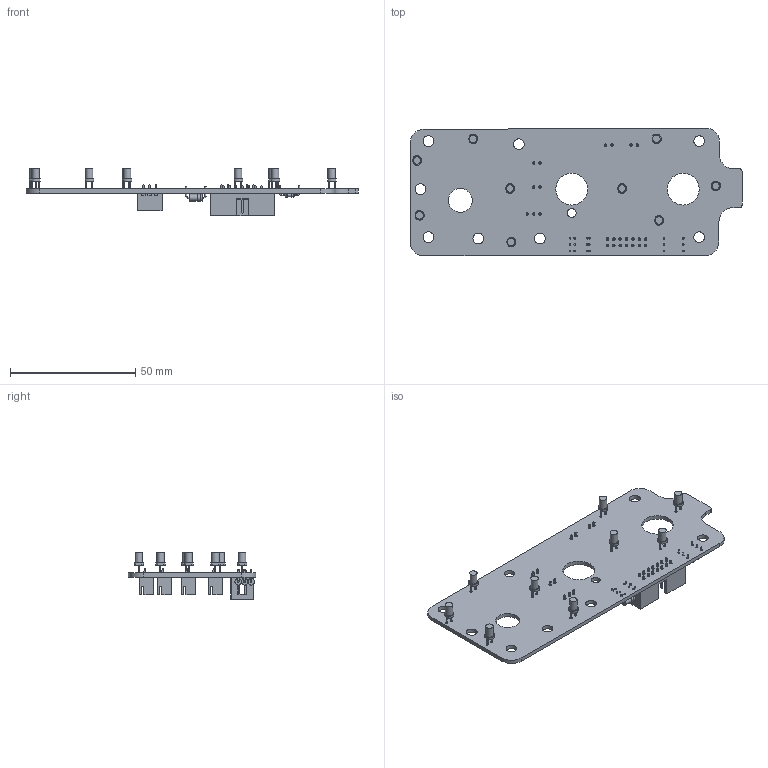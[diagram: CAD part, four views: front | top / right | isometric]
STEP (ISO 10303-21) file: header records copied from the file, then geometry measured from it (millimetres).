
FILE_DESCRIPTION(('KiCad electronic assembly'),'2;1');
FILE_NAME('FCS-V001.step','2024-09-01T07:21:54',('Pcbnew'),('Kicad'), 'Open CASCADE STEP processor 7.7','KiCad to STEP converter','Unknown' );
FILE_SCHEMA(('AUTOMOTIVE_DESIGN { 1 0 10303 214 1 1 1 1 }'));
Length unit declared in the file: millimetre
Products named in the file (14): FCS-V001 1; LED_D3.0mm_FlatTop; D_A-405_P7.62mm_Horizontal; JST_XH_B2B-XH-A_1x02_P2.50mm_Vertical; JST_B2B_XH_A; R_Axial_DIN0204_L3.6mm_D1.6mm_P7.62mm_Horizontal; R_Axial_DIN0204_L36mm_D16mm_P762mm_Horizontal; IDC-Header_2x07_P2.54mm_Vertical; IDC_Header_2x07_P254mm_Vertical; JST_XH_B3B-XH-A_1x03_P2.50mm_Vertical; JST_B3B_XH_A; FCS-V001_PCB
Assembly tree (28 placements, depth 3):
  FCS-V001 1
    LED_D3.0mm_FlatTop  x9
      LED_D3.0mm_FlatTop
    D_A-405_P7.62mm_Horizontal  x3
      D_A-405_P7.62mm_Horizontal
    JST_XH_B2B-XH-A_1x02_P2.50mm_Vertical  x4
      JST_B2B_XH_A
    R_Axial_DIN0204_L3.6mm_D1.6mm_P7.62mm_Horizontal  x3
      R_Axial_DIN0204_L36mm_D16mm_P762mm_Horizontal
    IDC-Header_2x07_P2.54mm_Vertical
      IDC_Header_2x07_P254mm_Vertical
    JST_XH_B3B-XH-A_1x03_P2.50mm_Vertical
      JST_B3B_XH_A
    FCS-V001_PCB
Bounding box: 132.38 x 50.95 x 19.1 mm (x, y, z)
Volume: 11745.4 mm3; surface area: 17871 mm2
Topology: 22 solids, 22 shells, 1092 faces, 2659 edges, 1705 vertices
Faces by surface type: plane 910, cylinder 164, torus 18
Full cylindrical faces by diameter (mm): 0.5 x12, 0.6 x12, 0.7 x12, 0.9 x18, 0.95 x3, 1 x28, 1.44 x3, 1.6 x6, 2.7 x6, 2.72 x3, 3 x9, 3.572 x1, 4.3 x8, 9.525 x1, 12.7 x2
Entity records: 22837 total; most frequent: CARTESIAN_POINT 3217, ORIENTED_EDGE 3124, DIRECTION 3117, EDGE_CURVE 1562, LINE 1331, VECTOR 1331, VERTEX_POINT 993, AXIS2_PLACEMENT_3D 893
